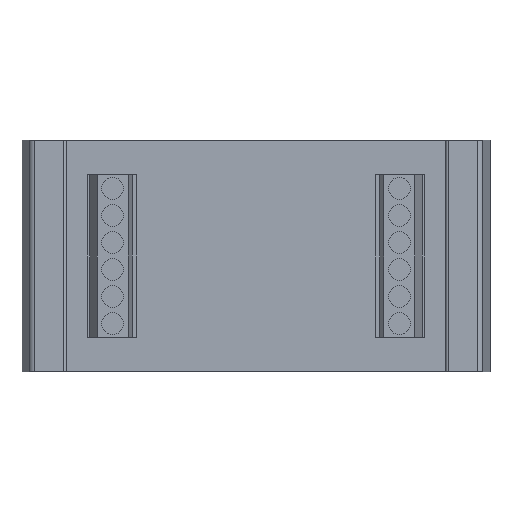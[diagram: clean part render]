
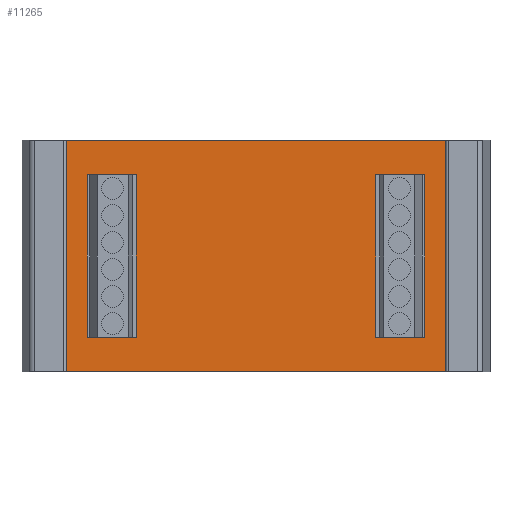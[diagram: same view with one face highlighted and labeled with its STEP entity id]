
A CAD part, front view. The second image highlights one B-rep face of the part: STEP entity #11265.
In plain terms, the highlighted planar face has unit normal (0, -1, 0).
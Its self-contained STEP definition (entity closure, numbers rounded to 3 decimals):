
#5 = CARTESIAN_POINT ( 'NONE',  ( 71.83, -0.199, 32.8 ) ) ;
#263 = VERTEX_POINT ( 'NONE', #7337 ) ;
#363 = DIRECTION ( 'NONE',  ( -1., 0., 0. ) ) ;
#649 = CARTESIAN_POINT ( 'NONE',  ( 75.731, -0.199, 39.2 ) ) ;
#683 = EDGE_CURVE ( 'NONE', #12053, #13705, #2988, .T. ) ;
#700 = CARTESIAN_POINT ( 'NONE',  ( 18.53, -0.199, 2.8 ) ) ;
#1097 = VECTOR ( 'NONE', #10281, 1000. ) ;
#1112 = DIRECTION ( 'NONE',  ( 1., 0., 0. ) ) ;
#1135 = DIRECTION ( 'NONE',  ( 0., 0., -1. ) ) ;
#1258 = EDGE_CURVE ( 'NONE', #10158, #263, #5645, .T. ) ;
#1724 = CARTESIAN_POINT ( 'NONE',  ( 75.731, -0.199, 127.553 ) ) ;
#1915 = PLANE ( 'NONE',  #3452 ) ;
#1978 = CARTESIAN_POINT ( 'NONE',  ( 62.83, -0.199, 127.553 ) ) ;
#2317 = VERTEX_POINT ( 'NONE', #12964 ) ;
#2479 = VECTOR ( 'NONE', #10245, 1000. ) ;
#2504 = VERTEX_POINT ( 'NONE', #700 ) ;
#2551 = EDGE_CURVE ( 'NONE', #10158, #8993, #11497, .T. ) ;
#2568 = ORIENTED_EDGE ( 'NONE', *, *, #7561, .T. ) ;
#2772 = EDGE_CURVE ( 'NONE', #2504, #5537, #4153, .T. ) ;
#2821 = ORIENTED_EDGE ( 'NONE', *, *, #4914, .T. ) ;
#2840 = EDGE_CURVE ( 'NONE', #8993, #7175, #10354, .T. ) ;
#2988 = LINE ( 'NONE', #1724, #8831 ) ;
#2992 = VERTEX_POINT ( 'NONE', #11171 ) ;
#3044 = VECTOR ( 'NONE', #363, 1000. ) ;
#3137 = VECTOR ( 'NONE', #13683, 1000. ) ;
#3220 = EDGE_CURVE ( 'NONE', #13705, #2317, #6027, .T. ) ;
#3235 = CARTESIAN_POINT ( 'NONE',  ( 75.731, -0.199, 32.8 ) ) ;
#3452 = AXIS2_PLACEMENT_3D ( 'NONE', #6578, #14769, #1135 ) ;
#3497 = ORIENTED_EDGE ( 'NONE', *, *, #2772, .F. ) ;
#3632 = VERTEX_POINT ( 'NONE', #7907 ) ;
#3712 = VECTOR ( 'NONE', #12601, 1000. ) ;
#3957 = VECTOR ( 'NONE', #6726, 1000. ) ;
#4153 = LINE ( 'NONE', #9059, #1097 ) ;
#4350 = LINE ( 'NONE', #9026, #3137 ) ;
#4596 = CARTESIAN_POINT ( 'NONE',  ( 9.53, -0.199, 32.8 ) ) ;
#4654 = CARTESIAN_POINT ( 'NONE',  ( 75.731, -0.199, 32.8 ) ) ;
#4914 = EDGE_CURVE ( 'NONE', #2504, #3632, #13876, .T. ) ;
#4937 = ORIENTED_EDGE ( 'NONE', *, *, #683, .F. ) ;
#5371 = DIRECTION ( 'NONE',  ( 0., 0., -1. ) ) ;
#5490 = CARTESIAN_POINT ( 'NONE',  ( 75.731, -0.199, 2.8 ) ) ;
#5537 = VERTEX_POINT ( 'NONE', #13170 ) ;
#5645 = LINE ( 'NONE', #1978, #8536 ) ;
#6027 = LINE ( 'NONE', #8698, #3044 ) ;
#6384 = EDGE_CURVE ( 'NONE', #10393, #5537, #15044, .T. ) ;
#6578 = CARTESIAN_POINT ( 'NONE',  ( 75.731, -0.199, 127.553 ) ) ;
#6726 = DIRECTION ( 'NONE',  ( -1., 0., 0. ) ) ;
#7175 = VERTEX_POINT ( 'NONE', #7846 ) ;
#7237 = CARTESIAN_POINT ( 'NONE',  ( 75.731, -0.199, 39.2 ) ) ;
#7337 = CARTESIAN_POINT ( 'NONE',  ( 62.83, -0.199, 2.8 ) ) ;
#7544 = CARTESIAN_POINT ( 'NONE',  ( 62.83, -0.199, 32.8 ) ) ;
#7561 = EDGE_CURVE ( 'NONE', #3632, #10393, #4350, .T. ) ;
#7604 = ORIENTED_EDGE ( 'NONE', *, *, #13995, .F. ) ;
#7683 = ORIENTED_EDGE ( 'NONE', *, *, #11183, .T. ) ;
#7846 = CARTESIAN_POINT ( 'NONE',  ( 71.83, -0.199, 2.8 ) ) ;
#7872 = DIRECTION ( 'NONE',  ( 0., 0., -1. ) ) ;
#7907 = CARTESIAN_POINT ( 'NONE',  ( 9.53, -0.199, 2.8 ) ) ;
#8068 = CARTESIAN_POINT ( 'NONE',  ( 75.731, -0.199, 2.8 ) ) ;
#8536 = VECTOR ( 'NONE', #7872, 1000. ) ;
#8698 = CARTESIAN_POINT ( 'NONE',  ( 75.731, -0.199, -3.6 ) ) ;
#8831 = VECTOR ( 'NONE', #5371, 1000. ) ;
#8870 = FACE_OUTER_BOUND ( 'NONE', #10407, .T. ) ;
#8993 = VERTEX_POINT ( 'NONE', #5 ) ;
#9026 = CARTESIAN_POINT ( 'NONE',  ( 9.53, -0.199, 127.553 ) ) ;
#9059 = CARTESIAN_POINT ( 'NONE',  ( 18.53, -0.199, 127.553 ) ) ;
#9159 = LINE ( 'NONE', #10007, #2479 ) ;
#9371 = ORIENTED_EDGE ( 'NONE', *, *, #3220, .F. ) ;
#9511 = DIRECTION ( 'NONE',  ( 1., 0., 0. ) ) ;
#9820 = ORIENTED_EDGE ( 'NONE', *, *, #1258, .F. ) ;
#10007 = CARTESIAN_POINT ( 'NONE',  ( 5.628, -0.199, 127.553 ) ) ;
#10086 = FACE_BOUND ( 'NONE', #10251, .T. ) ;
#10158 = VERTEX_POINT ( 'NONE', #7544 ) ;
#10245 = DIRECTION ( 'NONE',  ( 0., 0., -1. ) ) ;
#10251 = EDGE_LOOP ( 'NONE', ( #2568, #13834, #3497, #2821 ) ) ;
#10271 = DIRECTION ( 'NONE',  ( 1., 0., 0. ) ) ;
#10281 = DIRECTION ( 'NONE',  ( 0., 0., 1. ) ) ;
#10354 = LINE ( 'NONE', #12585, #12578 ) ;
#10393 = VERTEX_POINT ( 'NONE', #4596 ) ;
#10407 = EDGE_LOOP ( 'NONE', ( #9371, #4937, #7604, #14047 ) ) ;
#10702 = EDGE_LOOP ( 'NONE', ( #14014, #10718, #7683, #9820 ) ) ;
#10718 = ORIENTED_EDGE ( 'NONE', *, *, #2840, .T. ) ;
#11171 = CARTESIAN_POINT ( 'NONE',  ( 5.628, -0.199, 39.2 ) ) ;
#11183 = EDGE_CURVE ( 'NONE', #7175, #263, #12621, .T. ) ;
#11243 = EDGE_CURVE ( 'NONE', #2992, #2317, #9159, .T. ) ;
#11265 = ADVANCED_FACE ( 'NONE', ( #8870, #10086, #13538 ), #1915, .T. ) ;
#11376 = VECTOR ( 'NONE', #10271, 1000. ) ;
#11497 = LINE ( 'NONE', #4654, #11376 ) ;
#11580 = DIRECTION ( 'NONE',  ( 0., 0., -1. ) ) ;
#12053 = VERTEX_POINT ( 'NONE', #649 ) ;
#12528 = VECTOR ( 'NONE', #9511, 1000. ) ;
#12578 = VECTOR ( 'NONE', #11580, 1000. ) ;
#12585 = CARTESIAN_POINT ( 'NONE',  ( 71.83, -0.199, 127.553 ) ) ;
#12601 = DIRECTION ( 'NONE',  ( -1., 0., 0. ) ) ;
#12621 = LINE ( 'NONE', #5490, #3957 ) ;
#12964 = CARTESIAN_POINT ( 'NONE',  ( 5.628, -0.199, -3.6 ) ) ;
#13170 = CARTESIAN_POINT ( 'NONE',  ( 18.53, -0.199, 32.8 ) ) ;
#13273 = LINE ( 'NONE', #7237, #12528 ) ;
#13358 = CARTESIAN_POINT ( 'NONE',  ( 75.731, -0.199, -3.6 ) ) ;
#13538 = FACE_BOUND ( 'NONE', #10702, .T. ) ;
#13683 = DIRECTION ( 'NONE',  ( 0., 0., 1. ) ) ;
#13705 = VERTEX_POINT ( 'NONE', #13358 ) ;
#13832 = VECTOR ( 'NONE', #1112, 1000. ) ;
#13834 = ORIENTED_EDGE ( 'NONE', *, *, #6384, .T. ) ;
#13876 = LINE ( 'NONE', #8068, #3712 ) ;
#13995 = EDGE_CURVE ( 'NONE', #2992, #12053, #13273, .T. ) ;
#14014 = ORIENTED_EDGE ( 'NONE', *, *, #2551, .T. ) ;
#14047 = ORIENTED_EDGE ( 'NONE', *, *, #11243, .T. ) ;
#14769 = DIRECTION ( 'NONE',  ( 0., -1., 0. ) ) ;
#15044 = LINE ( 'NONE', #3235, #13832 ) ;
